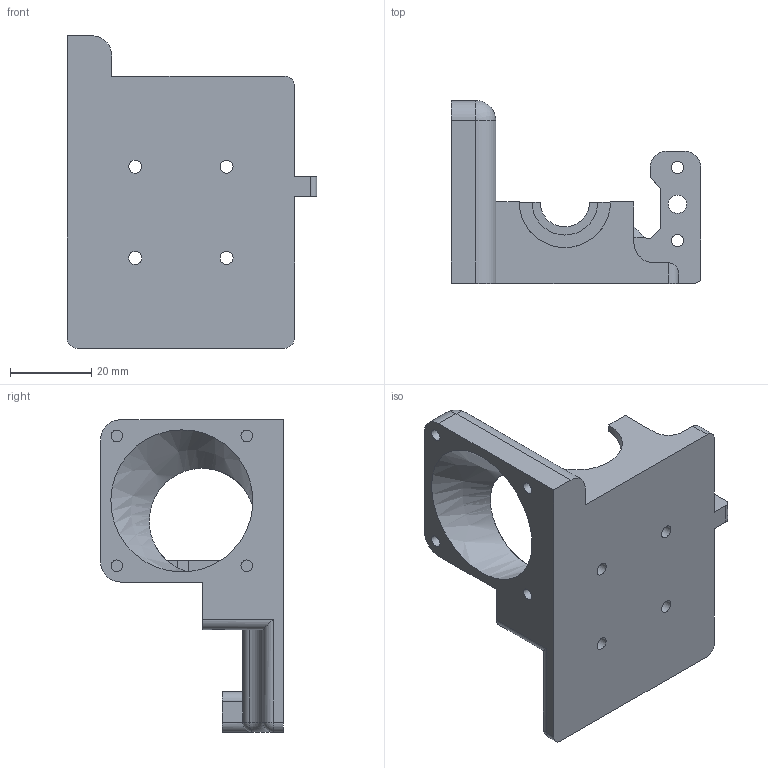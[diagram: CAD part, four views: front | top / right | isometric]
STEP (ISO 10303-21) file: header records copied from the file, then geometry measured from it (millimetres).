
FILE_DESCRIPTION(/* description */ (''),/* implementation_level */ '2;1');
FILE_NAME(/* name */ 'BlTouch 40mm fan.step',/* time_stamp */ '2018-02-17T20:04:19+00:00',/* author */ (''),/* organization */ (''),/* preprocessor_version */ 'ST-DEVELOPER v16.13',/* originating_system */ 'Autodesk Translation Framework v6.5.0.72',/* authorisation */ '');
FILE_SCHEMA (('AUTOMOTIVE_DESIGN { 1 0 10303 214 3 1 1 }'));
Length unit declared in the file: millimetre
Products named in the file (1): BlTouch 40mm fan
Bounding box: 61.5 x 45 x 77 mm (x, y, z)
Volume: 45767.5 mm3; surface area: 16975.9 mm2
Topology: 1 solids, 1 shells, 143 faces, 358 edges, 231 vertices
Faces by surface type: plane 74, cylinder 60, sphere 6, torus 2, bspline 1
Full cylindrical faces by diameter (mm): 2.9 x4, 3 x2, 3.2 x12, 4.5 x1, 6 x4
Entity records: 4509 total; most frequent: CARTESIAN_POINT 903, DIRECTION 761, ORIENTED_EDGE 716, EDGE_CURVE 358, AXIS2_PLACEMENT_3D 270, VERTEX_POINT 231, LINE 221, VECTOR 221
